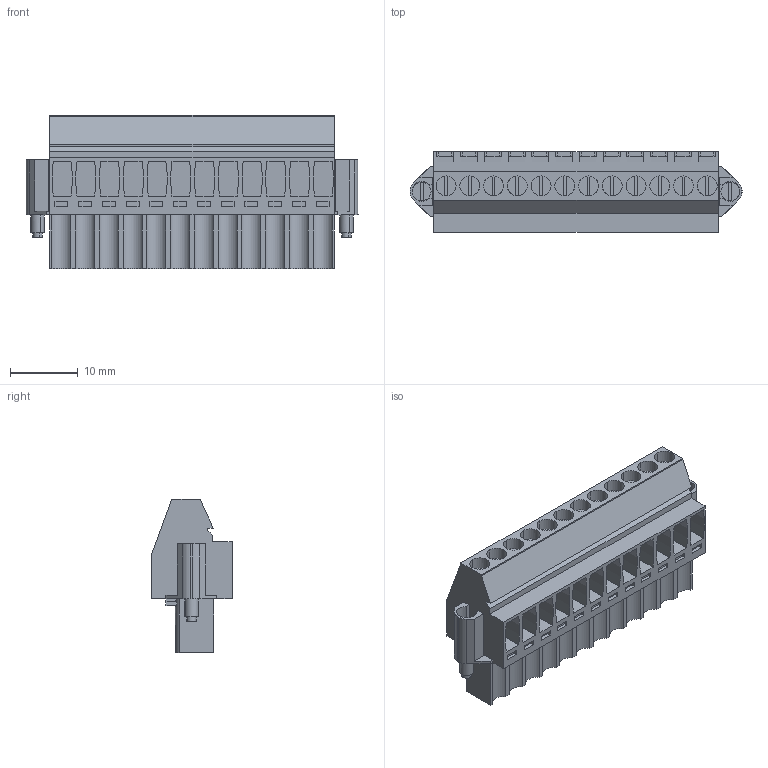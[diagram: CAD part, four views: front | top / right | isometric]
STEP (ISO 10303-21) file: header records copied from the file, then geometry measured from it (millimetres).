
FILE_DESCRIPTION(('CATIA V5 STEP Exchange','CAx-IF Rec.Pracs.--- Model Styling and Organization---1.2---2011-12-15'),'2;1');
FILE_NAME ('D1454137_0_1640030000_1640030000.stp','2017-04-20T09:15:26+00:00',('none'),('Weidmueller'),'CATIA Version 5-6 Release 2014','CATIA V5 STEP AP214','none');
FILE_SCHEMA(('AUTOMOTIVE_DESIGN { 1 0 10303 214 1 1 1 1 }'));
Length unit declared in the file: millimetre
Products named in the file (1): 1640030000
Bounding box: 48.94 x 11.83 x 22.6 mm (x, y, z)
Volume: 6530.7 mm3; surface area: 5675.2 mm2
Topology: 15 solids, 15 shells, 791 faces, 2167 edges, 1463 vertices
Faces by surface type: plane 651, cylinder 128, extrusion 12
Entity records: 23476 total; most frequent: CARTESIAN_POINT 4603, ORIENTED_EDGE 4334, DIRECTION 3073, EDGE_CURVE 2167, VECTOR 1771, LINE 1759, VERTEX_POINT 1463, EDGE_LOOP 852
